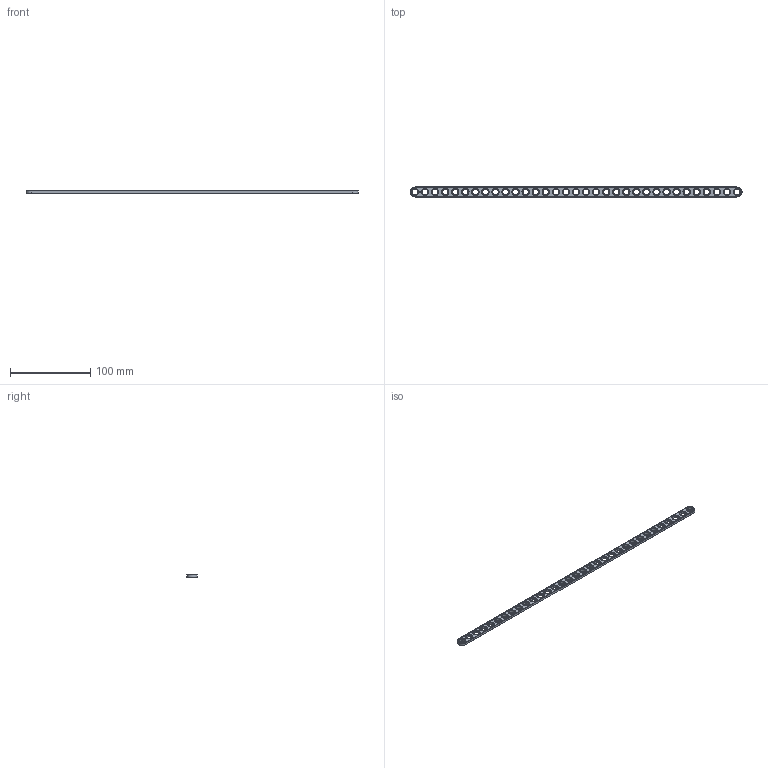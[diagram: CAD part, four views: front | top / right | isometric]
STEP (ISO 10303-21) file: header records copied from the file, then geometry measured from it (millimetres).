
FILE_DESCRIPTION(('FreeCAD Model'),'2;1');
FILE_NAME('Open CASCADE Shape Model','2021-03-06T13:34:37',( 'Paulo Kiefe'),('STEMFIE.org'),'Open CASCADE STEP processor 7.4', 'FreeCAD','Unknown');
FILE_SCHEMA(('AUTOMOTIVE_DESIGN { 1 0 10303 214 1 1 1 1 }'));
Length unit declared in the file: millimetre
Products named in the file (1): Brace_STR_STD_ERR_BU33x01x00.25_-_SPN-BRC-0032_(stemfie.org)
Bounding box: 412.5 x 12.5 x 3.12 mm (x, y, z)
Volume: 11495.2 mm3; surface area: 12411.7 mm2
Topology: 1 solids, 1 shells, 708 faces, 1843 edges, 1204 vertices
Faces by surface type: plane 352, extrusion 216, cone 70, cylinder 70
Full cylindrical faces by diameter (mm): 7 x33, 9.2 x33
Entity records: 47322 total; most frequent: CARTESIAN_POINT 11651, DIRECTION 5795, VECTOR 4282, LINE 4066, ORIENTED_EDGE 3686, PCURVE 3686, DEFINITIONAL_REPRESENTATION 3686, EDGE_CURVE 1843
